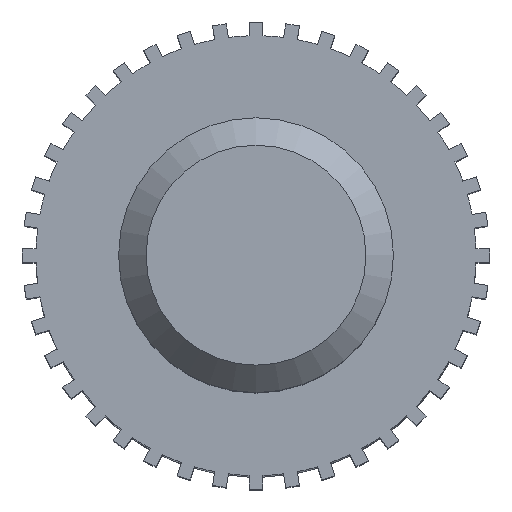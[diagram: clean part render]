
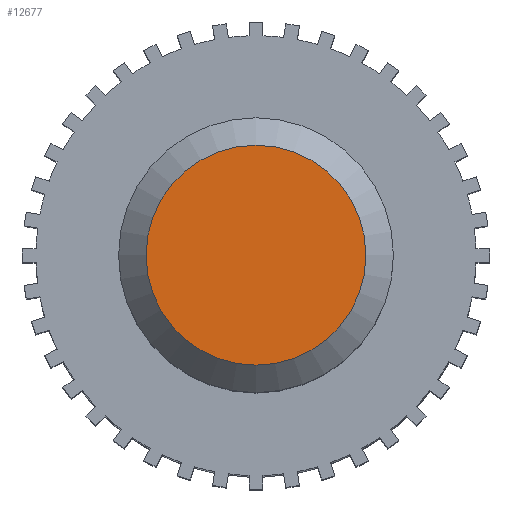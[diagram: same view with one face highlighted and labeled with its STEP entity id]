
A CAD part, top view. The second image highlights one B-rep face of the part: STEP entity #12677.
In plain terms, the highlighted planar face has unit normal (0, 0, 1).
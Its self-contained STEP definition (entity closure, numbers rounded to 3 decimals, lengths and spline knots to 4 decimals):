
#12611 = CONICAL_SURFACE('',#12612,2.5,0.785);
#12612 = AXIS2_PLACEMENT_3D('',#12613,#12614,#12615);
#12613 = CARTESIAN_POINT('',(0.,0.,30.5));
#12614 = DIRECTION('',(0.,0.,-1.));
#12615 = DIRECTION('',(1.,0.,0.));
#12629 = VERTEX_POINT('',#12630);
#12630 = CARTESIAN_POINT('',(2.,-0.,31.));
#12651 = EDGE_CURVE('',#12629,#12629,#12652,.T.);
#12652 = SURFACE_CURVE('',#12653,(#12658,#12665),.PCURVE_S1.);
#12653 = CIRCLE('',#12654,2.);
#12654 = AXIS2_PLACEMENT_3D('',#12655,#12656,#12657);
#12655 = CARTESIAN_POINT('',(0.,0.,31.));
#12656 = DIRECTION('',(0.,0.,1.));
#12657 = DIRECTION('',(1.,0.,0.));
#12658 = PCURVE('',#12611,#12659);
#12659 = DEFINITIONAL_REPRESENTATION('',(#12660),#12664);
#12660 = LINE('',#12661,#12662);
#12661 = CARTESIAN_POINT('',(-0.,-0.5));
#12662 = VECTOR('',#12663,1.);
#12663 = DIRECTION('',(-1.,-0.));
#12664 = ( GEOMETRIC_REPRESENTATION_CONTEXT(2) 
PARAMETRIC_REPRESENTATION_CONTEXT() REPRESENTATION_CONTEXT('2D SPACE',''
  ) );
#12665 = PCURVE('',#12666,#12671);
#12666 = PLANE('',#12667);
#12667 = AXIS2_PLACEMENT_3D('',#12668,#12669,#12670);
#12668 = CARTESIAN_POINT('',(0.,0.,31.));
#12669 = DIRECTION('',(0.,0.,1.));
#12670 = DIRECTION('',(1.,0.,0.));
#12671 = DEFINITIONAL_REPRESENTATION('',(#12672),#12676);
#12672 = CIRCLE('',#12673,2.);
#12673 = AXIS2_PLACEMENT_2D('',#12674,#12675);
#12674 = CARTESIAN_POINT('',(0.,0.));
#12675 = DIRECTION('',(1.,0.));
#12676 = ( GEOMETRIC_REPRESENTATION_CONTEXT(2) 
PARAMETRIC_REPRESENTATION_CONTEXT() REPRESENTATION_CONTEXT('2D SPACE',''
  ) );
#12677 = ADVANCED_FACE('',(#12678),#12666,.T.);
#12678 = FACE_BOUND('',#12679,.T.);
#12679 = EDGE_LOOP('',(#12680));
#12680 = ORIENTED_EDGE('',*,*,#12651,.T.);
